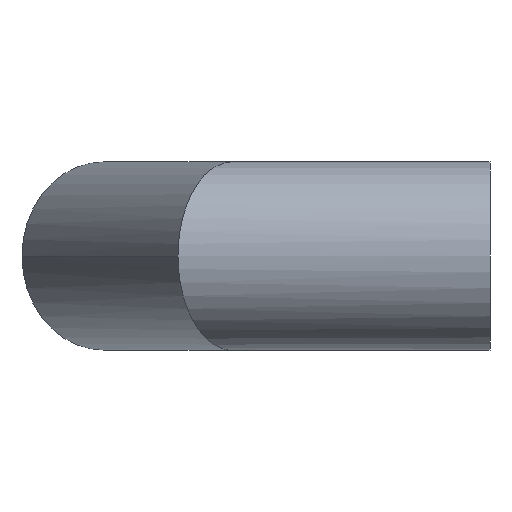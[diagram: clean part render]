
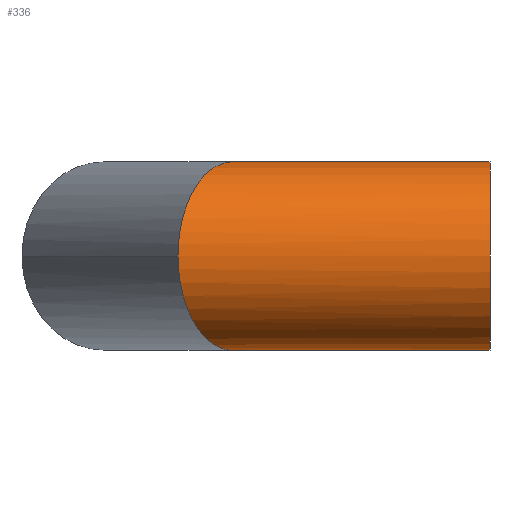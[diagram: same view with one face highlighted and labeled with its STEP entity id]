
A CAD part, left-side view. The second image highlights one B-rep face of the part: STEP entity #336.
In plain terms, the highlighted cylindrical face has radius 45 mm (diameter 90 mm), a partial arc.
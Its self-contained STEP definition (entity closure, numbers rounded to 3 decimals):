
#4 = CARTESIAN_POINT ( 'NONE',  ( -45., 149.314, 26.36 ) ) ;
#8 = CARTESIAN_POINT ( 'NONE',  ( -26.36, 138.553, -45. ) ) ;
#11 = LINE ( 'NONE', #38, #344 ) ;
#15 = EDGE_CURVE ( 'NONE', #322, #154, #347, .T. ) ;
#16 =( BOUNDED_CURVE ( )  B_SPLINE_CURVE ( 3, ( #267, #106, #4, #268 ),
 .UNSPECIFIED., .F., .F. ) 
 B_SPLINE_CURVE_WITH_KNOTS ( ( 4, 4 ),
 ( 4.712, 6.283 ),
 .UNSPECIFIED. ) 
 CURVE ( )  GEOMETRIC_REPRESENTATION_ITEM ( )  RATIONAL_B_SPLINE_CURVE ( ( 1., 0.805, 0.805, 1. ) ) 
 REPRESENTATION_ITEM ( '' )  );
#22 = AXIS2_PLACEMENT_3D ( 'NONE', #303, #215, #299 ) ;
#25 = CARTESIAN_POINT ( 'NONE',  ( 0., 123.333, -45. ) ) ;
#38 = CARTESIAN_POINT ( 'NONE',  ( 0., 0., -45. ) ) ;
#58 = DIRECTION ( 'NONE',  ( 0., 0., 1. ) ) ;
#63 = ORIENTED_EDGE ( 'NONE', *, *, #292, .T. ) ;
#66 = ORIENTED_EDGE ( 'NONE', *, *, #15, .T. ) ;
#77 = FACE_OUTER_BOUND ( 'NONE', #372, .T. ) ;
#81 = CARTESIAN_POINT ( 'NONE',  ( 0., 0., -45. ) ) ;
#89 = DIRECTION ( 'NONE',  ( 0., 1., 0. ) ) ;
#92 = CARTESIAN_POINT ( 'NONE',  ( -45., 149.314, 0. ) ) ;
#99 = CIRCLE ( 'NONE', #129, 45. ) ;
#104 = CARTESIAN_POINT ( 'NONE',  ( 0., 0., 45. ) ) ;
#106 = CARTESIAN_POINT ( 'NONE',  ( -26.36, 138.553, 45. ) ) ;
#107 = EDGE_CURVE ( 'NONE', #137, #322, #99, .T. ) ;
#115 = DIRECTION ( 'NONE',  ( 0., 1., 0. ) ) ;
#129 = AXIS2_PLACEMENT_3D ( 'NONE', #141, #115, #58 ) ;
#137 = VERTEX_POINT ( 'NONE', #81 ) ;
#141 = CARTESIAN_POINT ( 'NONE',  ( 0., 0., 0. ) ) ;
#152 = VECTOR ( 'NONE', #89, 1000. ) ;
#154 = VERTEX_POINT ( 'NONE', #169 ) ;
#158 = CARTESIAN_POINT ( 'NONE',  ( -45., 149.314, 0. ) ) ;
#164 = CYLINDRICAL_SURFACE ( 'NONE', #22, 45. ) ;
#169 = CARTESIAN_POINT ( 'NONE',  ( 0., 123.333, 45. ) ) ;
#177 = VERTEX_POINT ( 'NONE', #25 ) ;
#191 = DIRECTION ( 'NONE',  ( 0., 1., 0. ) ) ;
#200 = VERTEX_POINT ( 'NONE', #92 ) ;
#215 = DIRECTION ( 'NONE',  ( 0., 1., 0. ) ) ;
#267 = CARTESIAN_POINT ( 'NONE',  ( 0., 123.333, 45. ) ) ;
#268 = CARTESIAN_POINT ( 'NONE',  ( -45., 149.314, 0. ) ) ;
#273 = EDGE_CURVE ( 'NONE', #154, #200, #16, .T. ) ;
#291 =( BOUNDED_CURVE ( )  B_SPLINE_CURVE ( 3, ( #158, #334, #8, #337 ),
 .UNSPECIFIED., .F., .F. ) 
 B_SPLINE_CURVE_WITH_KNOTS ( ( 4, 4 ),
 ( 0., 1.571 ),
 .UNSPECIFIED. ) 
 CURVE ( )  GEOMETRIC_REPRESENTATION_ITEM ( )  RATIONAL_B_SPLINE_CURVE ( ( 1., 0.805, 0.805, 1. ) ) 
 REPRESENTATION_ITEM ( '' )  );
#292 = EDGE_CURVE ( 'NONE', #200, #177, #291, .T. ) ;
#299 = DIRECTION ( 'NONE',  ( 0., 0., 1. ) ) ;
#303 = CARTESIAN_POINT ( 'NONE',  ( 0., 0., 0. ) ) ;
#309 = EDGE_CURVE ( 'NONE', #137, #177, #11, .T. ) ;
#321 = ORIENTED_EDGE ( 'NONE', *, *, #273, .T. ) ;
#322 = VERTEX_POINT ( 'NONE', #104 ) ;
#334 = CARTESIAN_POINT ( 'NONE',  ( -45., 149.314, -26.36 ) ) ;
#336 = ADVANCED_FACE ( 'NONE', ( #77 ), #164, .T. ) ;
#337 = CARTESIAN_POINT ( 'NONE',  ( 0., 123.333, -45. ) ) ;
#344 = VECTOR ( 'NONE', #191, 1000. ) ;
#347 = LINE ( 'NONE', #383, #152 ) ;
#372 = EDGE_LOOP ( 'NONE', ( #382, #378, #66, #321, #63 ) ) ;
#378 = ORIENTED_EDGE ( 'NONE', *, *, #107, .T. ) ;
#382 = ORIENTED_EDGE ( 'NONE', *, *, #309, .F. ) ;
#383 = CARTESIAN_POINT ( 'NONE',  ( 0., 0., 45. ) ) ;
